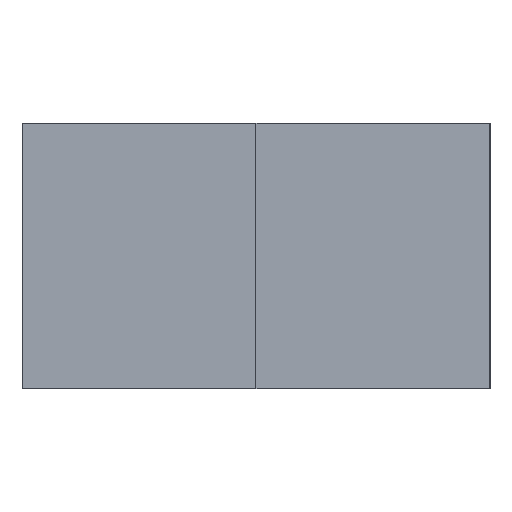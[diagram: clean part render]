
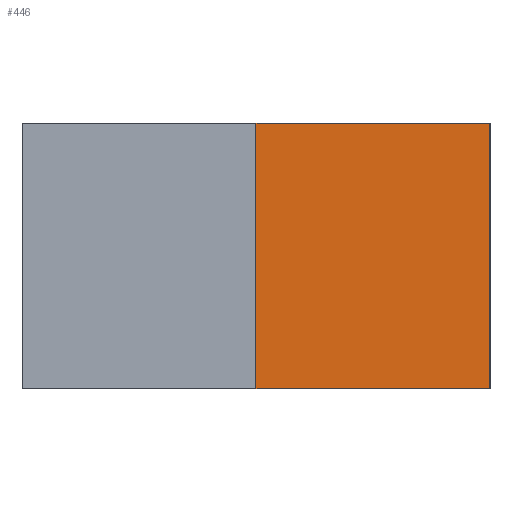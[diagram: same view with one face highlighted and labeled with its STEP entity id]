
A CAD part, left-side view. The second image highlights one B-rep face of the part: STEP entity #446.
In plain terms, the highlighted planar face has unit normal (-1, 0, 0).
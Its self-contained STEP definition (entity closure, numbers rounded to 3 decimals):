
#227=CARTESIAN_POINT('Vertex',(0.,3.,3.4)) ;
#230=CARTESIAN_POINT('Line Origine',(0.,1.5,3.4)) ;
#234=CARTESIAN_POINT('Vertex',(0.,0.,3.4)) ;
#416=CARTESIAN_POINT('Axis2P3D Location',(0.,6.,0.)) ;
#421=CARTESIAN_POINT('Line Origine',(0.,1.5,0.)) ;
#425=CARTESIAN_POINT('Vertex',(0.,3.,0.)) ;
#427=CARTESIAN_POINT('Vertex',(0.,0.,0.)) ;
#430=CARTESIAN_POINT('Line Origine',(0.,0.,1.7)) ;
#435=CARTESIAN_POINT('Line Origine',(0.,3.,1.7)) ;
#231=DIRECTION('Vector Direction',(0.,-1.,0.)) ;
#417=DIRECTION('Axis2P3D Direction',(-1.,0.,0.)) ;
#418=DIRECTION('Axis2P3D XDirection',(0.,-1.,0.)) ;
#422=DIRECTION('Vector Direction',(0.,-1.,0.)) ;
#431=DIRECTION('Vector Direction',(0.,0.,1.)) ;
#436=DIRECTION('Vector Direction',(0.,0.,-1.)) ;
#419=AXIS2_PLACEMENT_3D('Plane Axis2P3D',#416,#417,#418) ;
#441=ORIENTED_EDGE('',*,*,#429,.T.) ;
#442=ORIENTED_EDGE('',*,*,#434,.T.) ;
#443=ORIENTED_EDGE('',*,*,#236,.F.) ;
#444=ORIENTED_EDGE('',*,*,#439,.T.) ;
#232=VECTOR('Line Direction',#231,1.) ;
#423=VECTOR('Line Direction',#422,1.) ;
#432=VECTOR('Line Direction',#431,1.) ;
#437=VECTOR('Line Direction',#436,1.) ;
#446=ADVANCED_FACE('',(#445),#420,.T.) ;
#236=EDGE_CURVE('',#228,#235,#233,.T.) ;
#429=EDGE_CURVE('',#426,#428,#424,.T.) ;
#434=EDGE_CURVE('',#428,#235,#433,.T.) ;
#439=EDGE_CURVE('',#228,#426,#438,.T.) ;
#440=EDGE_LOOP('',(#441,#442,#443,#444)) ;
#445=FACE_OUTER_BOUND('',#440,.T.) ;
#233=LINE('Line',#230,#232) ;
#424=LINE('Line',#421,#423) ;
#433=LINE('Line',#430,#432) ;
#438=LINE('Line',#435,#437) ;
#420=PLANE('Plane',#419) ;
#228=VERTEX_POINT('',#227) ;
#235=VERTEX_POINT('',#234) ;
#426=VERTEX_POINT('',#425) ;
#428=VERTEX_POINT('',#427) ;
